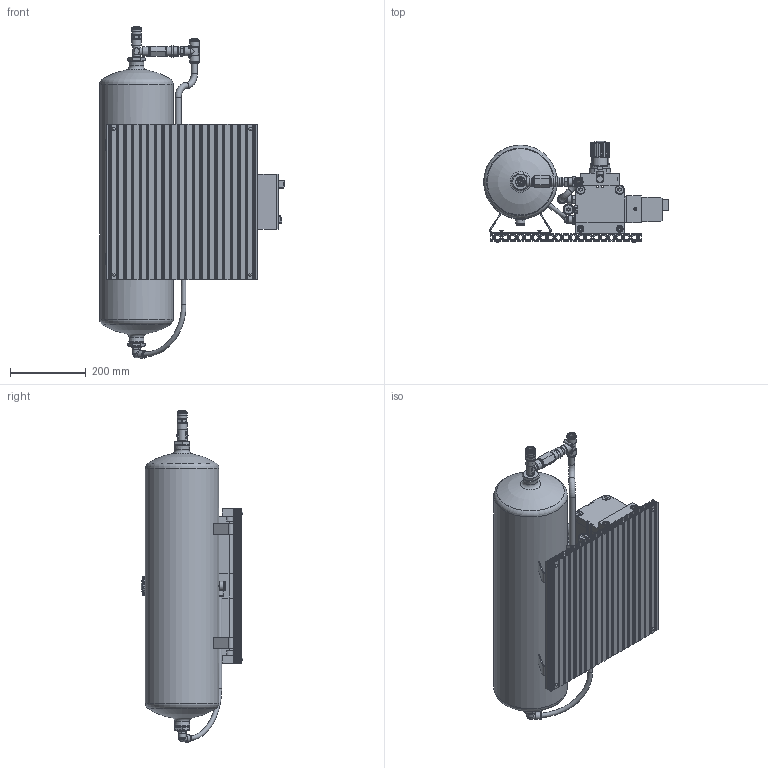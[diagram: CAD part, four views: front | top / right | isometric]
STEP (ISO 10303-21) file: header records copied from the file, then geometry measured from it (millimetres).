
FILE_DESCRIPTION(/* description */ ('STEP AP214'),/* implementation_level */ '2;1');
FILE_NAME(/* name */ '552936_DPA-100-10-CRVZS20',/* time_stamp */ '2024-08-20T18:52:23+02:00',/* author */ ('License CC BY-ND 4.0'),/* organization */ ('CADENAS'),/* preprocessor_version */ 'ST-DEVELOPER v19.3',/* originating_system */ 'PARTsolutions',/* authorisation */ ' ');
FILE_SCHEMA (('AUTOMOTIVE_DESIGN {1 0 10303 214 3 1 1}'));
Length unit declared in the file: millimetre
Products named in the file (26): 552936 DPA-100-10-CRVZS20; 717088 IPM-PN-05-20x400x410; 191589 IPM-05-15-M5; 534845 CRVZS-20; DIN-912 - M5x8(F); 8069237 NPFC-R-G1-G12-MF; 8030249 NPFC-T-2G12-R12-FMF; 2145 KD4-1/2-A; 11691 H-1_2-B; 8030294 NPFC-S-2G12-F; 153116 QST-1/2-16; 541679 PAN-R-16-SI; 558719 NPQM-L-G12-Q12-P10; 541768 PAN-R-12-SI_5; 3570 B-3/8; 713408 DPA-100; DIN-912 - M5x30(F); DIN-912 - M10x30(F); 184519 DPA-100-10-2; 338850 LJK-1/4  (100-10)p; 2335 VT-1/4-3 (100-10)p; 388180 DPA-100-10p; 187080 MA-40-16-R1/4-EN; 153055 QSL-1/2-16; 8030219 NPFC-L-R12-G12-MF; 6844 U-1/2-B
Assembly tree (48 placements, depth 2):
  552936 DPA-100-10-CRVZS20
    717088 IPM-PN-05-20x400x410
    191589 IPM-05-15-M5  x8
    534845 CRVZS-20
    DIN-912 - M5x8(F)  x4
    8069237 NPFC-R-G1-G12-MF  x2
    8030249 NPFC-T-2G12-R12-FMF
    2145 KD4-1/2-A
    11691 H-1_2-B
    8030294 NPFC-S-2G12-F
    153116 QST-1/2-16
    541679 PAN-R-16-SI
    558719 NPQM-L-G12-Q12-P10  x2
    541768 PAN-R-12-SI_5
    3570 B-3/8
    713408 DPA-100  x2
    DIN-912 - M5x30(F)  x4
    DIN-912 - M10x30(F)  x4
    184519 DPA-100-10-2
    338850 LJK-1/4  (100-10)p  x2
    2335 VT-1/4-3 (100-10)p  x2
    388180 DPA-100-10p  x2
    187080 MA-40-16-R1/4-EN  x2
    153055 QSL-1/2-16
    8030219 NPFC-L-R12-G12-MF
    6844 U-1/2-B
Bounding box: 486.9 x 267.8 x 875.1 mm (x, y, z)
Volume: 10306685.7 mm3; surface area: 2669823.3 mm2
Topology: 48 solids, 48 shells, 3417 faces, 8818 edges, 5638 vertices
Faces by surface type: plane 1681, cylinder 1180, cone 435, torus 104, sphere 17
Full cylindrical faces by diameter (mm): 2.459 x2, 4.134 x10, 4.2 x22, 5 x20, 5.5 x4, 6 x2, 7 x2, 7.6 x2, 8.376 x8, 8.4 x2, 8.5 x10, 9 x4, 9.6 x8, 10 x19, 11 x8, 11.3 x6, 11.445 x4, 12 x5, 13 x6, 13.157 x8, 13.2 x2, 13.5 x2, 13.97 x1, 14 x1, 14.1 x1, 14.5 x2, 14.95 x1, 15 x4, 16 x10, 16.662 x1
Entity records: 96115 total; most frequent: CARTESIAN_POINT 16403, DIRECTION 14637, ORIENTED_EDGE 13800, EDGE_CURVE 6900, AXIS2_PLACEMENT_3D 5328, VERTEX_POINT 4729, LINE 3981, VECTOR 3981
